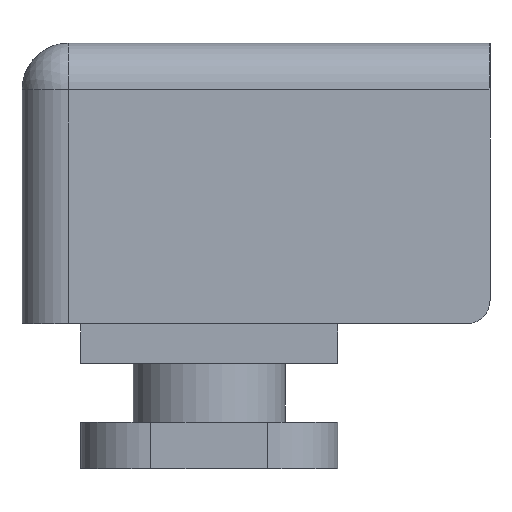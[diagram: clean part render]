
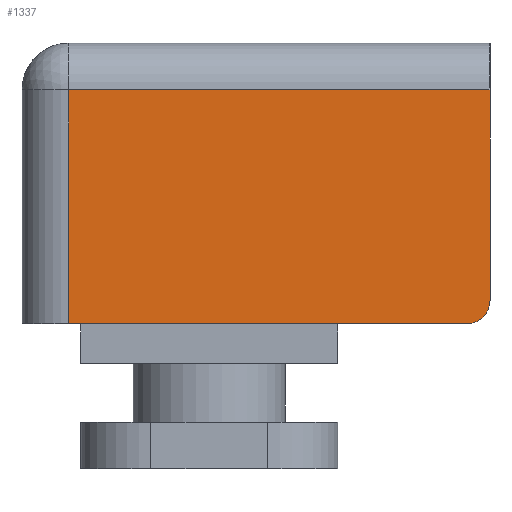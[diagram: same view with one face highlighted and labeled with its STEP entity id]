
A CAD part, left-side view. The second image highlights one B-rep face of the part: STEP entity #1337.
In plain terms, the highlighted planar face has unit normal (-1, 0, 0).
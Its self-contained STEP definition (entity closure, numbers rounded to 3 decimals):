
#116=CIRCLE('',#1463,1.);
#202=FACE_OUTER_BOUND('',#285,.T.);
#285=EDGE_LOOP('',(#1218,#1219,#1220,#1221,#1222));
#365=LINE('',#2149,#496);
#392=LINE('',#2255,#523);
#407=LINE('',#2299,#538);
#410=LINE('',#2303,#541);
#496=VECTOR('',#1726,10.);
#523=VECTOR('',#1805,10.);
#538=VECTOR('',#1854,10.);
#541=VECTOR('',#1859,10.);
#625=VERTEX_POINT('',#2146);
#626=VERTEX_POINT('',#2148);
#645=VERTEX_POINT('',#2226);
#655=VERTEX_POINT('',#2253);
#667=VERTEX_POINT('',#2295);
#777=EDGE_CURVE('',#625,#626,#365,.T.);
#805=EDGE_CURVE('',#645,#625,#116,.T.);
#820=EDGE_CURVE('',#645,#655,#392,.T.);
#843=EDGE_CURVE('',#626,#667,#407,.T.);
#846=EDGE_CURVE('',#667,#655,#410,.T.);
#1218=ORIENTED_EDGE('',*,*,#805,.F.);
#1219=ORIENTED_EDGE('',*,*,#820,.T.);
#1220=ORIENTED_EDGE('',*,*,#846,.F.);
#1221=ORIENTED_EDGE('',*,*,#843,.F.);
#1222=ORIENTED_EDGE('',*,*,#777,.F.);
#1264=PLANE('',#1501);
#1337=ADVANCED_FACE('',(#202),#1264,.T.);
#1463=AXIS2_PLACEMENT_3D('',#2227,#1778,#1779);
#1501=AXIS2_PLACEMENT_3D('',#2321,#1888,#1889);
#1726=DIRECTION('',(0.,1.,0.));
#1778=DIRECTION('center_axis',(1.,0.,0.));
#1779=DIRECTION('ref_axis',(0.,-0.707,-0.707));
#1805=DIRECTION('',(0.,0.,1.));
#1854=DIRECTION('',(0.,0.,1.));
#1859=DIRECTION('',(0.,-1.,0.));
#1888=DIRECTION('center_axis',(-1.,0.,0.));
#1889=DIRECTION('ref_axis',(0.,1.,0.));
#2146=CARTESIAN_POINT('',(6.3,-5.5,1.7));
#2148=CARTESIAN_POINT('',(6.3,11.5,1.7));
#2149=CARTESIAN_POINT('',(6.3,-6.5,1.7));
#2226=CARTESIAN_POINT('',(6.3,-6.5,2.7));
#2227=CARTESIAN_POINT('Origin',(6.3,-5.5,2.7));
#2253=CARTESIAN_POINT('',(6.3,-6.5,11.7));
#2255=CARTESIAN_POINT('',(6.3,-6.5,11.7));
#2295=CARTESIAN_POINT('',(6.3,11.5,11.7));
#2299=CARTESIAN_POINT('',(6.3,11.5,11.7));
#2303=CARTESIAN_POINT('',(6.3,-1.5,11.7));
#2321=CARTESIAN_POINT('Origin',(6.3,-6.5,11.7));
